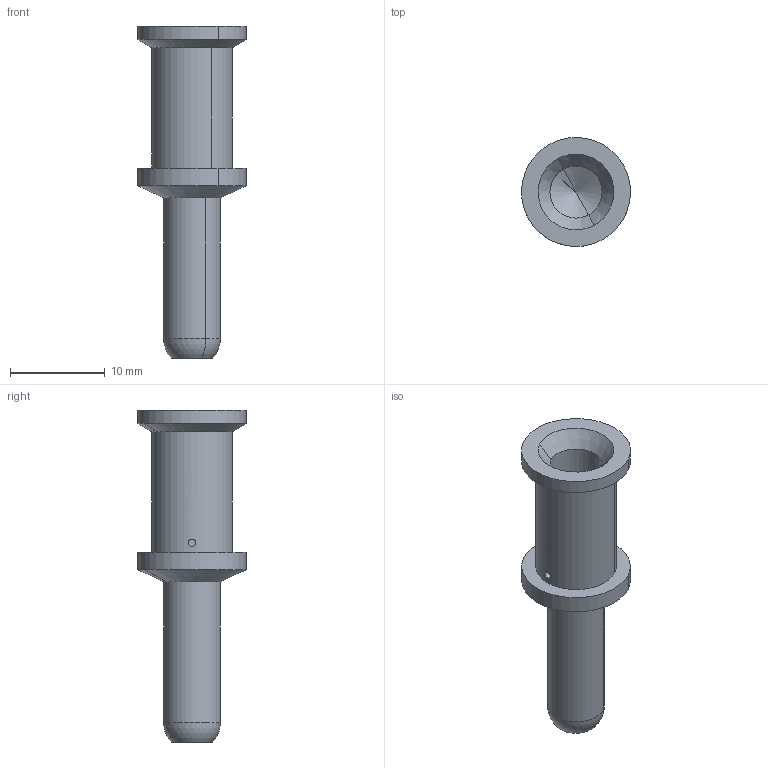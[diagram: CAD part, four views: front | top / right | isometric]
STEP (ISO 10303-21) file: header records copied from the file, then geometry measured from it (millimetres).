
FILE_DESCRIPTION(('CATIA V5 STEP Exchange','CAx-IF Rec.Pracs.--- Model Styling and Organization---1.5--- 2016-08-15','CAx-IF Rec.Pracs.---Supplemental Geometry---1.0---2011-11-01','CAx-IF Rec.Pracs.--- Composite Materials ---1.1---2010-07-15'),'2;1');
FILE_NAME ('1114181-6_1', '2025-08-18T12:26:36+00:00', ('none'), ('Weidmueller'), 'CATIA Version 5-6 Release 2024 SP4', 'CATIA V5 STEP AP214 v3', 'none');
FILE_SCHEMA(('AUTOMOTIVE_DESIGN { 1 0 10303 214 1 1 1 1 }'));
Length unit declared in the file: millimetre
Products named in the file (1): 2668360000
Bounding box: 11.5 x 11.5 x 35 mm (x, y, z)
Volume: 1268.4 mm3; surface area: 1340.6 mm2
Topology: 1 solids, 1 shells, 25 faces, 52 edges, 29 vertices
Faces by surface type: cylinder 12, cone 8, plane 3, sphere 2
Entity records: 615 total; most frequent: CARTESIAN_POINT 126, ORIENTED_EDGE 100, DIRECTION 74, EDGE_CURVE 50, AXIS2_PLACEMENT_3D 41, EDGE_LOOP 29, VERTEX_POINT 29, CIRCLE 26
